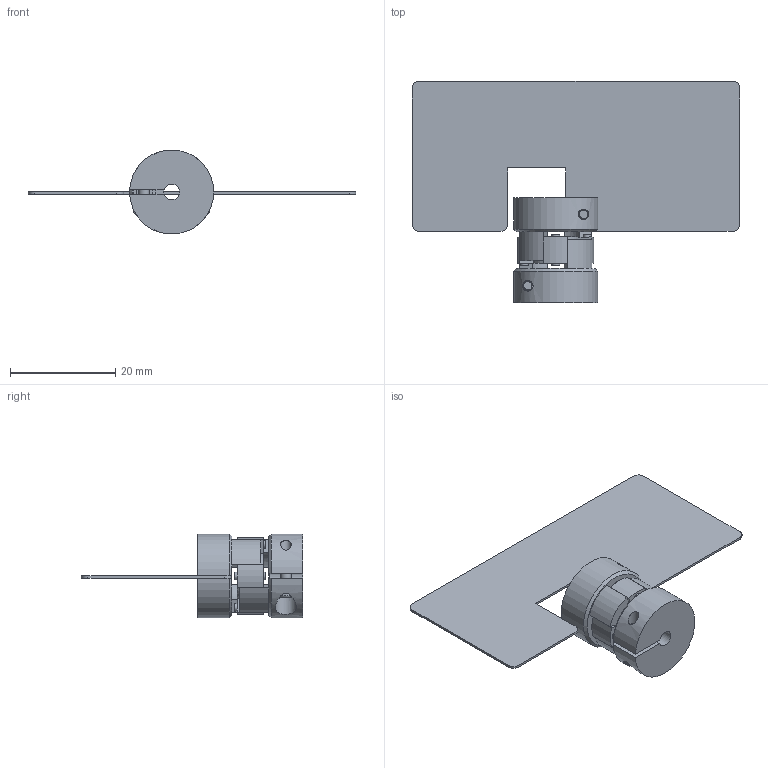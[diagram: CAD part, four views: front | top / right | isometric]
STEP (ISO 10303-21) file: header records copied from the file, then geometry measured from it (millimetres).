
FILE_DESCRIPTION(('Open CASCADE Model'),'2;1');
FILE_NAME('Open CASCADE Shape Model','2021-07-02T16:35:50',('Author'),( 'Open CASCADE'),'Open CASCADE STEP processor 6.8','Open CASCADE 6.8' ,'Unknown');
FILE_SCHEMA(('AUTOMOTIVE_DESIGN_CC2 { 1 2 10303 214 -1 1 5 4 }'));
Length unit declared in the file: millimetre
Products named in the file (8): PCB; Board; Free-Models; R+W_Coupling-EKL_2; M2x6_Standard; EKL_Serie_2_Nabe_D1_Standard; EKL_Serie_2_Nabe_D2_Standard; EK_Serie_2_Elastomerstern_Standard
Assembly tree (8 placements, depth 4):
  PCB
    Board
    Free-Models
      R+W_Coupling-EKL_2
        M2x6_Standard  x2
        EKL_Serie_2_Nabe_D1_Standard
        EKL_Serie_2_Nabe_D2_Standard
        EK_Serie_2_Elastomerstern_Standard
Bounding box: 62.36 x 42.16 x 15.99 mm (x, y, z)
Volume: 3714 mm3; surface area: 6245 mm2
Topology: 6 solids, 6 shells, 123 faces, 292 edges, 195 vertices
Faces by surface type: plane 72, cylinder 43, cone 6, revolution 2
Full cylindrical faces by diameter (mm): 1.5 x8, 2 x4, 2.2 x2, 3.8 x2, 4 x2, 6.2 x1
Entity records: 13627 total; most frequent: CARTESIAN_POINT 7621, DIRECTION 871, ORIENTED_EDGE 526, PCURVE 526, DEFINITIONAL_REPRESENTATION 526, LINE 418, VECTOR 418, EDGE_CURVE 263
